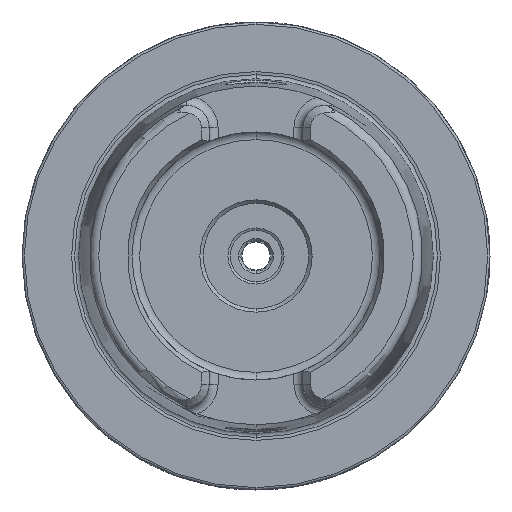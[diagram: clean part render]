
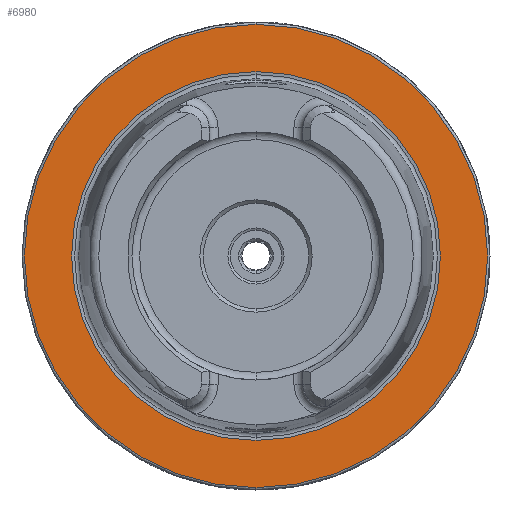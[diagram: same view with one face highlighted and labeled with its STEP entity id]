
A CAD part, left-side view. The second image highlights one B-rep face of the part: STEP entity #6980.
In plain terms, the highlighted planar face has unit normal (-1, 0, 0).
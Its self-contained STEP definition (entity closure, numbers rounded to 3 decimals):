
#236 = ORIENTED_EDGE ( 'NONE', *, *, #4089, .F. ) ;
#347 = EDGE_LOOP ( 'NONE', ( #10392, #236 ) ) ;
#449 = VERTEX_POINT ( 'NONE', #7692 ) ;
#648 = DIRECTION ( 'NONE',  ( 0., 0., -1. ) ) ;
#651 = PLANE ( 'NONE',  #6335 ) ;
#693 = CARTESIAN_POINT ( 'NONE',  ( 0., 49.5, 0. ) ) ;
#738 = DIRECTION ( 'NONE',  ( 1., 0., 0. ) ) ;
#1072 = DIRECTION ( 'NONE',  ( 0., 0., 1. ) ) ;
#1115 = DIRECTION ( 'NONE',  ( -1., 0., 0. ) ) ;
#1156 = CARTESIAN_POINT ( 'NONE',  ( 0., 0., 0. ) ) ;
#1466 = CIRCLE ( 'NONE', #5108, 49.5 ) ;
#1701 = EDGE_LOOP ( 'NONE', ( #3177, #8643 ) ) ;
#2820 = AXIS2_PLACEMENT_3D ( 'NONE', #4963, #4954, #4940 ) ;
#2988 = AXIS2_PLACEMENT_3D ( 'NONE', #5955, #5949, #5935 ) ;
#3177 = ORIENTED_EDGE ( 'NONE', *, *, #8384, .T. ) ;
#4089 = EDGE_CURVE ( 'NONE', #5169, #8747, #5996, .T. ) ;
#4426 = DIRECTION ( 'NONE',  ( 0., 0., 1. ) ) ;
#4527 = DIRECTION ( 'NONE',  ( -1., 0., 0. ) ) ;
#4576 = CARTESIAN_POINT ( 'NONE',  ( 0., 0., 0. ) ) ;
#4648 = CARTESIAN_POINT ( 'NONE',  ( 0., 0., -39.405 ) ) ;
#4940 = DIRECTION ( 'NONE',  ( 0., 0., 1. ) ) ;
#4954 = DIRECTION ( 'NONE',  ( -1., 0., 0. ) ) ;
#4963 = CARTESIAN_POINT ( 'NONE',  ( 0., 0., 0. ) ) ;
#5108 = AXIS2_PLACEMENT_3D ( 'NONE', #4576, #4527, #4426 ) ;
#5169 = VERTEX_POINT ( 'NONE', #4648 ) ;
#5935 = DIRECTION ( 'NONE',  ( 0., 0., 1. ) ) ;
#5949 = DIRECTION ( 'NONE',  ( -1., 0., 0. ) ) ;
#5955 = CARTESIAN_POINT ( 'NONE',  ( 0., 0., 0. ) ) ;
#5996 = CIRCLE ( 'NONE', #9805, 39.405 ) ;
#6335 = AXIS2_PLACEMENT_3D ( 'NONE', #693, #738, #648 ) ;
#6506 = CIRCLE ( 'NONE', #2820, 49.5 ) ;
#6860 = CIRCLE ( 'NONE', #2988, 39.405 ) ;
#6980 = ADVANCED_FACE ( 'NONE', ( #9113, #8960 ), #651, .F. ) ;
#7692 = CARTESIAN_POINT ( 'NONE',  ( 0., 0., -49.5 ) ) ;
#8064 = CARTESIAN_POINT ( 'NONE',  ( 0., 0., 49.5 ) ) ;
#8384 = EDGE_CURVE ( 'NONE', #8979, #449, #1466, .T. ) ;
#8643 = ORIENTED_EDGE ( 'NONE', *, *, #10339, .T. ) ;
#8747 = VERTEX_POINT ( 'NONE', #9241 ) ;
#8960 = FACE_OUTER_BOUND ( 'NONE', #1701, .T. ) ;
#8979 = VERTEX_POINT ( 'NONE', #8064 ) ;
#9113 = FACE_BOUND ( 'NONE', #347, .T. ) ;
#9241 = CARTESIAN_POINT ( 'NONE',  ( 0., 0., 39.405 ) ) ;
#9805 = AXIS2_PLACEMENT_3D ( 'NONE', #1156, #1115, #1072 ) ;
#10253 = EDGE_CURVE ( 'NONE', #8747, #5169, #6860, .T. ) ;
#10339 = EDGE_CURVE ( 'NONE', #449, #8979, #6506, .T. ) ;
#10392 = ORIENTED_EDGE ( 'NONE', *, *, #10253, .F. ) ;
